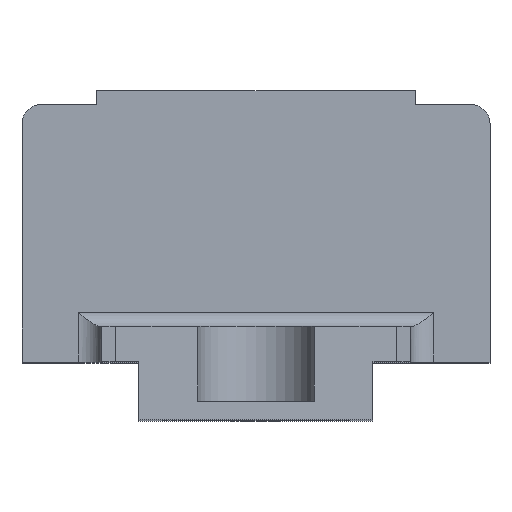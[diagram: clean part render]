
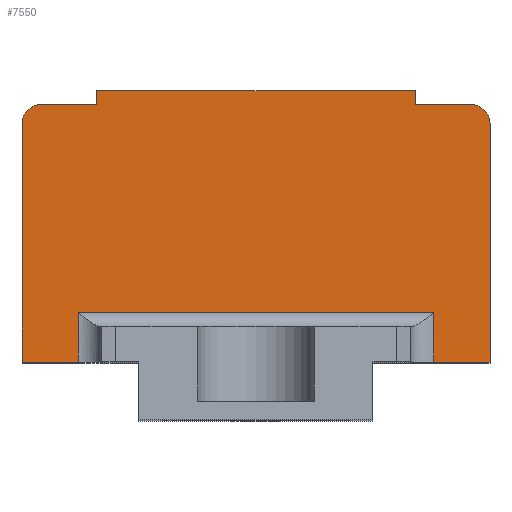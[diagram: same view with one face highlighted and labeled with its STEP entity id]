
A CAD part, top view. The second image highlights one B-rep face of the part: STEP entity #7550.
In plain terms, the highlighted planar face has unit normal (0, 0, 1).
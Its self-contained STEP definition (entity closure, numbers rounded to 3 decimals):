
#315=DIRECTION('',(0.,1.,0.));
#316=VECTOR('',#315,5.3);
#317=CARTESIAN_POINT('',(19.,6.2,74.6));
#318=LINE('',#317,#316);
#333=CARTESIAN_POINT('',(23.,31.7,74.6));
#334=DIRECTION('',(0.,0.,1.));
#335=DIRECTION('',(1.,0.,0.));
#336=AXIS2_PLACEMENT_3D('',#333,#334,#335);
#338=DIRECTION('',(0.,-1.,0.));
#339=VECTOR('',#338,25.5);
#340=CARTESIAN_POINT('',(25.,31.7,74.6));
#341=LINE('',#340,#339);
#342=DIRECTION('',(-1.,0.,0.));
#343=VECTOR('',#342,6.);
#344=CARTESIAN_POINT('',(25.,6.2,74.6));
#345=LINE('',#344,#343);
#346=DIRECTION('',(-1.,0.,0.));
#347=VECTOR('',#346,6.);
#348=CARTESIAN_POINT('',(-19.,6.2,74.6));
#349=LINE('',#348,#347);
#350=DIRECTION('',(0.,1.,0.));
#351=VECTOR('',#350,25.5);
#352=CARTESIAN_POINT('',(-25.,6.2,74.6));
#353=LINE('',#352,#351);
#354=CARTESIAN_POINT('',(-23.,31.7,74.6));
#355=DIRECTION('',(0.,0.,1.));
#356=DIRECTION('',(0.,1.,0.));
#357=AXIS2_PLACEMENT_3D('',#354,#355,#356);
#359=DIRECTION('',(1.,0.,0.));
#360=VECTOR('',#359,6.);
#361=CARTESIAN_POINT('',(-23.,33.7,74.6));
#362=LINE('',#361,#360);
#363=DIRECTION('',(0.,1.,0.));
#364=VECTOR('',#363,1.5);
#365=CARTESIAN_POINT('',(-17.,33.7,74.6));
#366=LINE('',#365,#364);
#367=DIRECTION('',(1.,0.,0.));
#368=VECTOR('',#367,34.);
#369=CARTESIAN_POINT('',(-17.,35.2,74.6));
#370=LINE('',#369,#368);
#371=DIRECTION('',(0.,-1.,0.));
#372=VECTOR('',#371,1.5);
#373=CARTESIAN_POINT('',(17.,35.2,74.6));
#374=LINE('',#373,#372);
#375=DIRECTION('',(1.,0.,0.));
#376=VECTOR('',#375,6.);
#377=CARTESIAN_POINT('',(17.,33.7,74.6));
#378=LINE('',#377,#376);
#467=DIRECTION('',(0.,1.,0.));
#468=VECTOR('',#467,5.3);
#469=CARTESIAN_POINT('',(-19.,6.2,74.6));
#470=LINE('',#469,#468);
#505=DIRECTION('',(1.,0.,0.));
#506=VECTOR('',#505,38.);
#507=CARTESIAN_POINT('',(-19.,11.5,74.6));
#508=LINE('',#507,#506);
#5939=CARTESIAN_POINT('',(-17.,35.2,74.6));
#5940=CARTESIAN_POINT('',(17.,35.2,74.6));
#5941=VERTEX_POINT('',#5939);
#5942=VERTEX_POINT('',#5940);
#5947=CARTESIAN_POINT('',(25.,6.2,74.6));
#5949=VERTEX_POINT('',#5947);
#5951=CARTESIAN_POINT('',(-25.,6.2,74.6));
#5953=VERTEX_POINT('',#5951);
#6103=CARTESIAN_POINT('',(19.,6.2,74.6));
#6104=VERTEX_POINT('',#6103);
#6109=CARTESIAN_POINT('',(-19.,6.2,74.6));
#6110=VERTEX_POINT('',#6109);
#6115=CARTESIAN_POINT('',(-19.,11.5,74.6));
#6116=CARTESIAN_POINT('',(19.,11.5,74.6));
#6117=VERTEX_POINT('',#6115);
#6118=VERTEX_POINT('',#6116);
#6191=CARTESIAN_POINT('',(-17.,33.7,74.6));
#6192=VERTEX_POINT('',#6191);
#6193=CARTESIAN_POINT('',(17.,33.7,74.6));
#6194=VERTEX_POINT('',#6193);
#6397=CARTESIAN_POINT('',(25.,31.7,74.6));
#6398=CARTESIAN_POINT('',(23.,33.7,74.6));
#6399=VERTEX_POINT('',#6397);
#6400=VERTEX_POINT('',#6398);
#6405=CARTESIAN_POINT('',(-23.,33.7,74.6));
#6406=CARTESIAN_POINT('',(-25.,31.7,74.6));
#6407=VERTEX_POINT('',#6405);
#6408=VERTEX_POINT('',#6406);
#7517=CARTESIAN_POINT('',(0.,0.,74.6));
#7518=DIRECTION('',(0.,0.,-1.));
#7519=DIRECTION('',(-1.,0.,0.));
#7520=AXIS2_PLACEMENT_3D('',#7517,#7518,#7519);
#7521=PLANE('',#7520);
#7523=ORIENTED_EDGE('',*,*,#7522,.F.);
#7525=ORIENTED_EDGE('',*,*,#7524,.T.);
#7526=ORIENTED_EDGE('',*,*,#7453,.T.);
#7527=ORIENTED_EDGE('',*,*,#7507,.T.);
#7529=ORIENTED_EDGE('',*,*,#7528,.F.);
#7531=ORIENTED_EDGE('',*,*,#7530,.F.);
#7533=ORIENTED_EDGE('',*,*,#7532,.T.);
#7535=ORIENTED_EDGE('',*,*,#7534,.T.);
#7537=ORIENTED_EDGE('',*,*,#7536,.F.);
#7539=ORIENTED_EDGE('',*,*,#7538,.T.);
#7541=ORIENTED_EDGE('',*,*,#7540,.T.);
#7543=ORIENTED_EDGE('',*,*,#7542,.T.);
#7545=ORIENTED_EDGE('',*,*,#7544,.T.);
#7547=ORIENTED_EDGE('',*,*,#7546,.T.);
#7548=EDGE_LOOP('',(#7523,#7525,#7526,#7527,#7529,#7531,#7533,#7535,#7537,#7539,
#7541,#7543,#7545,#7547));
#7549=FACE_OUTER_BOUND('',#7548,.F.);
#7550=ADVANCED_FACE('',(#7549),#7521,.F.);
#337=CIRCLE('',#336,2.);
#358=CIRCLE('',#357,2.);
#7453=EDGE_CURVE('',#5949,#6104,#345,.T.);
#7507=EDGE_CURVE('',#6104,#6118,#318,.T.);
#7522=EDGE_CURVE('',#6399,#6400,#337,.T.);
#7524=EDGE_CURVE('',#6399,#5949,#341,.T.);
#7528=EDGE_CURVE('',#6117,#6118,#508,.T.);
#7530=EDGE_CURVE('',#6110,#6117,#470,.T.);
#7532=EDGE_CURVE('',#6110,#5953,#349,.T.);
#7534=EDGE_CURVE('',#5953,#6408,#353,.T.);
#7536=EDGE_CURVE('',#6407,#6408,#358,.T.);
#7538=EDGE_CURVE('',#6407,#6192,#362,.T.);
#7540=EDGE_CURVE('',#6192,#5941,#366,.T.);
#7542=EDGE_CURVE('',#5941,#5942,#370,.T.);
#7544=EDGE_CURVE('',#5942,#6194,#374,.T.);
#7546=EDGE_CURVE('',#6194,#6400,#378,.T.);
